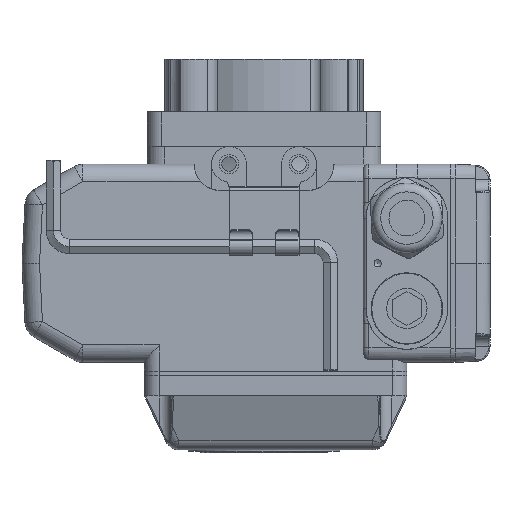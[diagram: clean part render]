
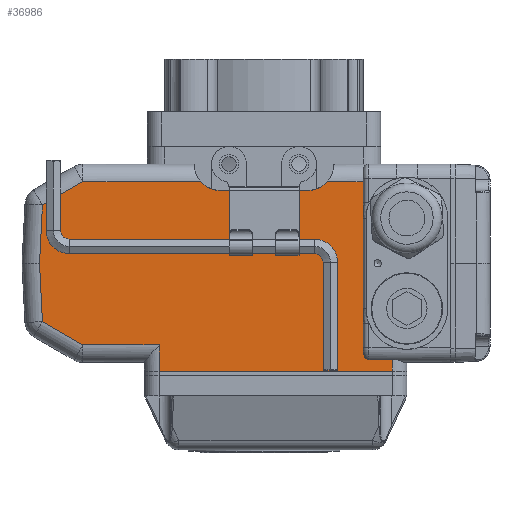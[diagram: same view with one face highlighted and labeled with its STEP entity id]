
A CAD part, front view. The second image highlights one B-rep face of the part: STEP entity #36986.
In plain terms, the highlighted planar face has unit normal (0, -1, 0).
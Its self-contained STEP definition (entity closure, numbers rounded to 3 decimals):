
#967=LINE('',#55340,#3841);
#972=LINE('',#55375,#3846);
#1374=LINE('',#57280,#4248);
#1375=LINE('',#57282,#4249);
#1376=LINE('',#57287,#4250);
#1377=LINE('',#57291,#4251);
#1378=LINE('',#57293,#4252);
#1379=LINE('',#57295,#4253);
#1380=LINE('',#57297,#4254);
#1381=LINE('',#57299,#4255);
#1382=LINE('',#57301,#4256);
#1383=LINE('',#57302,#4257);
#1384=LINE('',#57312,#4258);
#1385=LINE('',#57314,#4259);
#1386=LINE('',#57316,#4260);
#3841=VECTOR('',#43674,1000.);
#3846=VECTOR('',#43707,1000.);
#4248=VECTOR('',#45645,1000.);
#4249=VECTOR('',#45648,1000.);
#4250=VECTOR('',#45651,1000.);
#4251=VECTOR('',#45654,1000.);
#4252=VECTOR('',#45655,1000.);
#4253=VECTOR('',#45656,1000.);
#4254=VECTOR('',#45657,1000.);
#4255=VECTOR('',#45658,1000.);
#4256=VECTOR('',#45659,1000.);
#4257=VECTOR('',#45660,1000.);
#4258=VECTOR('',#45661,1000.);
#4259=VECTOR('',#45662,1000.);
#4260=VECTOR('',#45663,1000.);
#7122=CIRCLE('',#39999,9.);
#7123=CIRCLE('',#40000,9.);
#8751=PLANE('',#39998);
#11394=ORIENTED_EDGE('',*,*,#21762,.T.);
#11395=ORIENTED_EDGE('',*,*,#21763,.F.);
#11396=ORIENTED_EDGE('',*,*,#21764,.F.);
#11397=ORIENTED_EDGE('',*,*,#21765,.F.);
#11398=ORIENTED_EDGE('',*,*,#21766,.T.);
#11399=ORIENTED_EDGE('',*,*,#21767,.T.);
#11400=ORIENTED_EDGE('',*,*,#21768,.T.);
#11401=ORIENTED_EDGE('',*,*,#21769,.T.);
#11402=ORIENTED_EDGE('',*,*,#21770,.T.);
#11403=ORIENTED_EDGE('',*,*,#21771,.T.);
#11404=ORIENTED_EDGE('',*,*,#20869,.F.);
#11405=ORIENTED_EDGE('',*,*,#20852,.F.);
#11406=ORIENTED_EDGE('',*,*,#21761,.T.);
#11407=ORIENTED_EDGE('',*,*,#21772,.T.);
#11408=ORIENTED_EDGE('',*,*,#21773,.T.);
#11409=ORIENTED_EDGE('',*,*,#21774,.T.);
#11410=ORIENTED_EDGE('',*,*,#21775,.T.);
#11411=ORIENTED_EDGE('',*,*,#21776,.T.);
#20852=EDGE_CURVE('',#26373,#26366,#967,.T.);
#20869=EDGE_CURVE('',#26366,#26390,#972,.T.);
#21761=EDGE_CURVE('',#26373,#26938,#1374,.T.);
#21762=EDGE_CURVE('',#26939,#26940,#1375,.T.);
#21763=EDGE_CURVE('',#26941,#26940,#7122,.T.);
#21764=EDGE_CURVE('',#26942,#26941,#1376,.T.);
#21765=EDGE_CURVE('',#26943,#26942,#7123,.T.);
#21766=EDGE_CURVE('',#26943,#26944,#1377,.T.);
#21767=EDGE_CURVE('',#26944,#26945,#1378,.T.);
#21768=EDGE_CURVE('',#26945,#26946,#1379,.T.);
#21769=EDGE_CURVE('',#26946,#26947,#1380,.T.);
#21770=EDGE_CURVE('',#26947,#26948,#1381,.T.);
#21771=EDGE_CURVE('',#26948,#26390,#1382,.T.);
#21772=EDGE_CURVE('',#26938,#26949,#1383,.T.);
#21773=EDGE_CURVE('',#26949,#26950,#29885,.T.);
#21774=EDGE_CURVE('',#26950,#26951,#1384,.T.);
#21775=EDGE_CURVE('',#26951,#26952,#1385,.T.);
#21776=EDGE_CURVE('',#26952,#26939,#1386,.T.);
#26366=VERTEX_POINT('',#55326);
#26373=VERTEX_POINT('',#55339);
#26390=VERTEX_POINT('',#55376);
#26938=VERTEX_POINT('',#57279);
#26939=VERTEX_POINT('',#57283);
#26940=VERTEX_POINT('',#57284);
#26941=VERTEX_POINT('',#57286);
#26942=VERTEX_POINT('',#57288);
#26943=VERTEX_POINT('',#57290);
#26944=VERTEX_POINT('',#57292);
#26945=VERTEX_POINT('',#57294);
#26946=VERTEX_POINT('',#57296);
#26947=VERTEX_POINT('',#57298);
#26948=VERTEX_POINT('',#57300);
#26949=VERTEX_POINT('',#57303);
#26950=VERTEX_POINT('',#57311);
#26951=VERTEX_POINT('',#57313);
#26952=VERTEX_POINT('',#57315);
#29885=B_SPLINE_CURVE_WITH_KNOTS('',3,(#57304,#57305,#57306,#57307,#57308,
#57309,#57310),.UNSPECIFIED.,.F.,.F.,(4,1,1,1,4),(0.,
0.001,0.003,0.004,0.005),
 .UNSPECIFIED.);
#30774=EDGE_LOOP('',(#11394,#11395,#11396,#11397,#11398,#11399,#11400,#11401,
#11402,#11403,#11404,#11405,#11406,#11407,#11408,#11409,#11410,#11411));
#33460=FACE_BOUND('',#30774,.T.);
#36986=ADVANCED_FACE('',(#33460),#8751,.F.);
#39998=AXIS2_PLACEMENT_3D('',#57281,#45646,#45647);
#39999=AXIS2_PLACEMENT_3D('',#57285,#45649,#45650);
#40000=AXIS2_PLACEMENT_3D('',#57289,#45652,#45653);
#43674=DIRECTION('',(-1.,0.,0.));
#43707=DIRECTION('',(0.,0.,1.));
#45645=DIRECTION('',(0.,0.,1.));
#45646=DIRECTION('',(0.,1.,0.));
#45647=DIRECTION('',(0.,0.,1.));
#45648=DIRECTION('',(-1.,0.,0.));
#45649=DIRECTION('',(0.,-1.,0.));
#45650=DIRECTION('',(0.,0.,1.));
#45651=DIRECTION('',(1.,0.,0.));
#45652=DIRECTION('',(0.,-1.,0.));
#45653=DIRECTION('',(0.,0.,-1.));
#45654=DIRECTION('',(-1.,0.,0.));
#45655=DIRECTION('',(-0.866,0.,-0.5));
#45656=DIRECTION('',(-0.05,0.,-0.999));
#45657=DIRECTION('',(0.05,0.,-0.999));
#45658=DIRECTION('',(0.866,0.,-0.5));
#45659=DIRECTION('',(1.,0.,0.));
#45660=DIRECTION('',(-1.,0.,0.));
#45661=DIRECTION('',(0.,0.,1.));
#45662=DIRECTION('',(0.,0.,1.));
#45663=DIRECTION('',(0.,0.,1.));
#55326=CARTESIAN_POINT('',(-36.,-43.,-37.));
#55339=CARTESIAN_POINT('',(44.,-43.,-37.));
#55340=CARTESIAN_POINT('',(44.,-43.,-37.));
#55375=CARTESIAN_POINT('',(-36.,-43.,-37.));
#55376=CARTESIAN_POINT('',(-36.,-43.,-28.));
#57279=CARTESIAN_POINT('',(44.,-43.,-33.));
#57280=CARTESIAN_POINT('',(44.,-43.,-37.));
#57281=CARTESIAN_POINT('',(-62.144,-43.,-28.));
#57282=CARTESIAN_POINT('',(-62.144,-43.,28.));
#57283=CARTESIAN_POINT('',(34.,-43.,28.));
#57284=CARTESIAN_POINT('',(21.708,-43.,28.));
#57285=CARTESIAN_POINT('',(15.,-43.,34.));
#57286=CARTESIAN_POINT('',(15.,-43.,25.));
#57287=CARTESIAN_POINT('',(-15.,-43.,25.));
#57288=CARTESIAN_POINT('',(-15.,-43.,25.));
#57289=CARTESIAN_POINT('',(-15.,-43.,34.));
#57290=CARTESIAN_POINT('',(-21.708,-43.,28.));
#57291=CARTESIAN_POINT('',(-62.144,-43.,28.));
#57292=CARTESIAN_POINT('',(-62.144,-43.,28.));
#57293=CARTESIAN_POINT('',(-76.,-43.,20.));
#57294=CARTESIAN_POINT('',(-76.,-43.,20.));
#57295=CARTESIAN_POINT('',(-77.007,-43.,-0.297));
#57296=CARTESIAN_POINT('',(-76.993,-43.,0.));
#57297=CARTESIAN_POINT('',(-76.,-43.,-20.));
#57298=CARTESIAN_POINT('',(-76.,-43.,-20.));
#57299=CARTESIAN_POINT('',(-62.144,-43.,-28.));
#57300=CARTESIAN_POINT('',(-62.144,-43.,-28.));
#57301=CARTESIAN_POINT('',(-36.,-43.,-28.));
#57302=CARTESIAN_POINT('',(44.,-43.,-33.));
#57303=CARTESIAN_POINT('',(36.,-43.,-33.));
#57304=CARTESIAN_POINT('',(36.,-43.,-33.));
#57305=CARTESIAN_POINT('',(35.576,-43.,-33.));
#57306=CARTESIAN_POINT('',(34.756,-43.,-32.643));
#57307=CARTESIAN_POINT('',(34.128,-43.,-31.495));
#57308=CARTESIAN_POINT('',(33.99,-43.,-30.249));
#57309=CARTESIAN_POINT('',(34.,-43.,-29.417));
#57310=CARTESIAN_POINT('',(34.,-43.,-29.));
#57311=CARTESIAN_POINT('',(34.,-43.,-29.));
#57312=CARTESIAN_POINT('',(34.,-43.,34.));
#57313=CARTESIAN_POINT('',(34.,-43.,-20.696));
#57314=CARTESIAN_POINT('',(34.,-43.,34.));
#57315=CARTESIAN_POINT('',(34.,-43.,20.696));
#57316=CARTESIAN_POINT('',(34.,-43.,34.));
